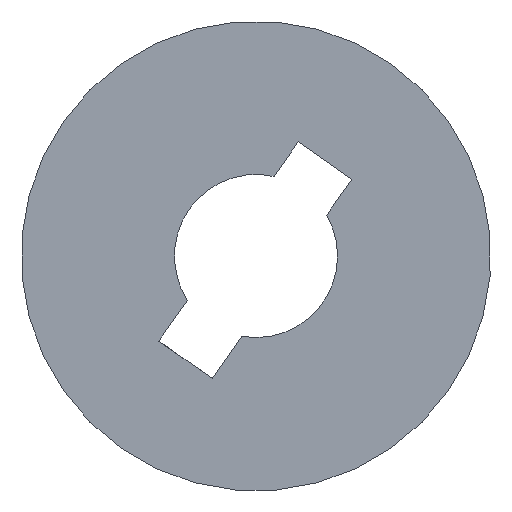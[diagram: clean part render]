
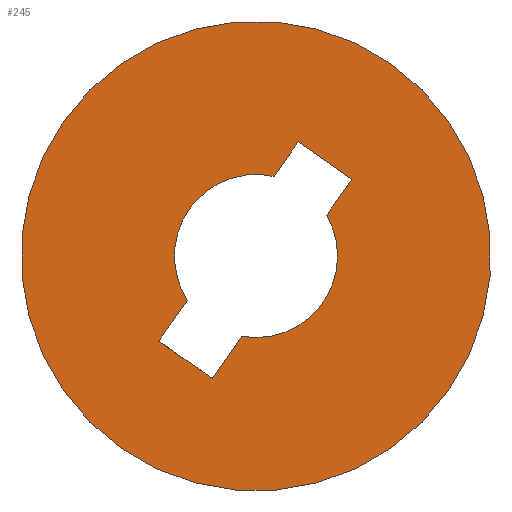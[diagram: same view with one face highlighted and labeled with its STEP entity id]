
A CAD part, front view. The second image highlights one B-rep face of the part: STEP entity #245.
In plain terms, the highlighted planar face has unit normal (0, -1, 0).
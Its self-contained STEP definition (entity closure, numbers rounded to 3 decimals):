
#20=FACE_BOUND('',#86,.T.);
#24=LINE('',#380,#47);
#25=LINE('',#384,#48);
#26=LINE('',#386,#49);
#27=LINE('',#388,#50);
#28=LINE('',#392,#51);
#29=LINE('',#393,#52);
#47=VECTOR('',#305,10.);
#48=VECTOR('',#308,10.);
#49=VECTOR('',#309,10.);
#50=VECTOR('',#310,10.);
#51=VECTOR('',#313,10.);
#52=VECTOR('',#314,10.);
#70=FACE_OUTER_BOUND('',#85,.T.);
#85=EDGE_LOOP('',(#169));
#86=EDGE_LOOP('',(#170,#171,#172,#173,#174,#175,#176,#177));
#104=CIRCLE('',#275,7.2);
#105=CIRCLE('',#276,2.5);
#106=CIRCLE('',#277,2.5);
#114=VERTEX_POINT('',#376);
#115=VERTEX_POINT('',#378);
#116=VERTEX_POINT('',#379);
#117=VERTEX_POINT('',#381);
#118=VERTEX_POINT('',#383);
#119=VERTEX_POINT('',#385);
#120=VERTEX_POINT('',#387);
#121=VERTEX_POINT('',#389);
#122=VERTEX_POINT('',#391);
#136=EDGE_CURVE('',#114,#114,#104,.T.);
#137=EDGE_CURVE('',#115,#116,#24,.T.);
#138=EDGE_CURVE('',#117,#115,#105,.T.);
#139=EDGE_CURVE('',#118,#117,#25,.T.);
#140=EDGE_CURVE('',#119,#118,#26,.T.);
#141=EDGE_CURVE('',#120,#119,#27,.T.);
#142=EDGE_CURVE('',#121,#120,#106,.T.);
#143=EDGE_CURVE('',#122,#121,#28,.T.);
#144=EDGE_CURVE('',#116,#122,#29,.T.);
#169=ORIENTED_EDGE('',*,*,#136,.F.);
#170=ORIENTED_EDGE('',*,*,#137,.F.);
#171=ORIENTED_EDGE('',*,*,#138,.F.);
#172=ORIENTED_EDGE('',*,*,#139,.F.);
#173=ORIENTED_EDGE('',*,*,#140,.F.);
#174=ORIENTED_EDGE('',*,*,#141,.F.);
#175=ORIENTED_EDGE('',*,*,#142,.F.);
#176=ORIENTED_EDGE('',*,*,#143,.F.);
#177=ORIENTED_EDGE('',*,*,#144,.F.);
#235=PLANE('',#274);
#245=ADVANCED_FACE('',(#70,#20),#235,.T.);
#274=AXIS2_PLACEMENT_3D('',#375,#301,#302);
#275=AXIS2_PLACEMENT_3D('',#377,#303,#304);
#276=AXIS2_PLACEMENT_3D('',#382,#306,#307);
#277=AXIS2_PLACEMENT_3D('',#390,#311,#312);
#301=DIRECTION('center_axis',(0.,-1.,0.));
#302=DIRECTION('ref_axis',(-0.819,0.,0.574));
#303=DIRECTION('center_axis',(0.,1.,0.));
#304=DIRECTION('ref_axis',(-0.819,0.,0.574));
#305=DIRECTION('',(0.574,0.,0.819));
#306=DIRECTION('center_axis',(0.,-1.,0.));
#307=DIRECTION('ref_axis',(-0.819,0.,0.574));
#308=DIRECTION('',(0.574,0.,0.819));
#309=DIRECTION('',(0.819,0.,-0.574));
#310=DIRECTION('',(-0.574,0.,-0.819));
#311=DIRECTION('center_axis',(0.,-1.,0.));
#312=DIRECTION('ref_axis',(-0.819,0.,0.574));
#313=DIRECTION('',(-0.574,0.,-0.819));
#314=DIRECTION('',(-0.819,0.,0.574));
#375=CARTESIAN_POINT('Origin',(40.977,-39.442,31.154));
#376=CARTESIAN_POINT('',(46.875,-39.442,27.024));
#377=CARTESIAN_POINT('Origin',(40.977,-39.442,31.154));
#378=CARTESIAN_POINT('',(43.142,-39.442,32.405));
#379=CARTESIAN_POINT('',(43.913,-39.442,33.507));
#380=CARTESIAN_POINT('',(42.877,-39.442,32.028));
#381=CARTESIAN_POINT('',(40.542,-39.442,28.692));
#382=CARTESIAN_POINT('Origin',(40.977,-39.442,31.154));
#383=CARTESIAN_POINT('',(39.636,-39.442,27.398));
#384=CARTESIAN_POINT('',(41.192,-39.442,29.621));
#385=CARTESIAN_POINT('',(37.997,-39.442,28.545));
#386=CARTESIAN_POINT('',(39.203,-39.442,27.701));
#387=CARTESIAN_POINT('',(38.876,-39.442,29.8));
#388=CARTESIAN_POINT('',(39.1,-39.442,30.121));
#389=CARTESIAN_POINT('',(41.531,-39.442,33.592));
#390=CARTESIAN_POINT('Origin',(40.977,-39.442,31.154));
#391=CARTESIAN_POINT('',(42.275,-39.442,34.654));
#392=CARTESIAN_POINT('',(40.867,-39.442,32.644));
#393=CARTESIAN_POINT('',(42.662,-39.442,34.383));
